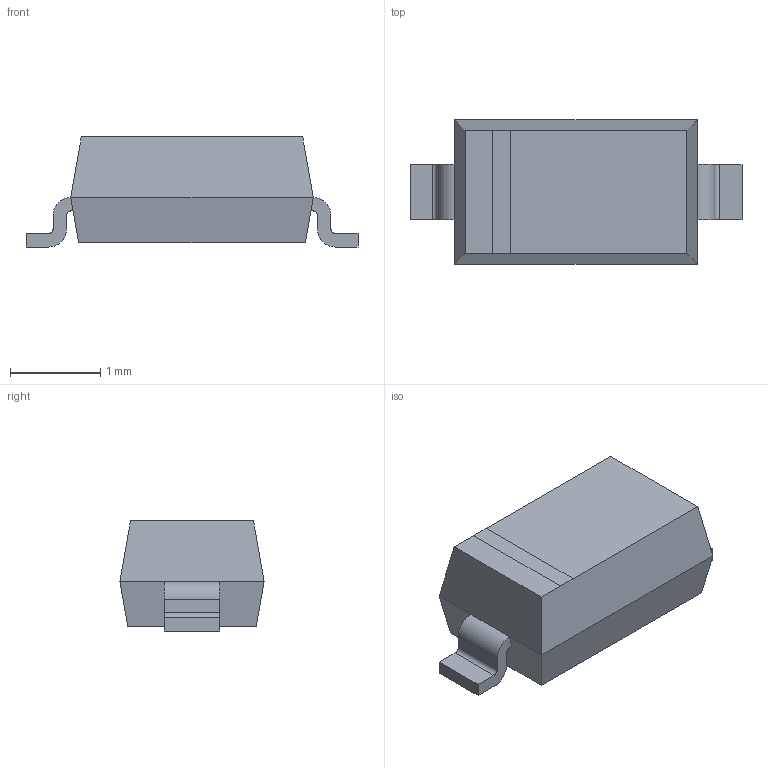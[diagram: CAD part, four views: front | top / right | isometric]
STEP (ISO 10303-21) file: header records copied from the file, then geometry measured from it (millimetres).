
FILE_DESCRIPTION(('Open CASCADE Model'),'2;1');
FILE_NAME('Open CASCADE Shape Model','2025-10-17T14:58:06',('Author'),( 'Open CASCADE'),'Open CASCADE STEP processor 7.9','Open CASCADE 7.9' ,'Unknown');
FILE_SCHEMA(('AUTOMOTIVE_DESIGN { 1 0 10303 214 1 1 1 1 }'));
Length unit declared in the file: millimetre
Products named in the file (1): SOLID
Bounding box: 3.68 x 1.6 x 1.22 mm (x, y, z)
Volume: 4.7 mm3; surface area: 19.1 mm2
Topology: 1 solids, 1 shells, 95 faces, 248 edges, 164 vertices
Faces by surface type: bspline 95
Entity records: 3628 total; most frequent: CARTESIAN_POINT 1801, ORIENTED_EDGE 496, EDGE_CURVE 248, B_SPLINE_CURVE_WITH_KNOTS 232, VERTEX_POINT 164, FACE_BOUND 104, EDGE_LOOP 104, ADVANCED_FACE 95
